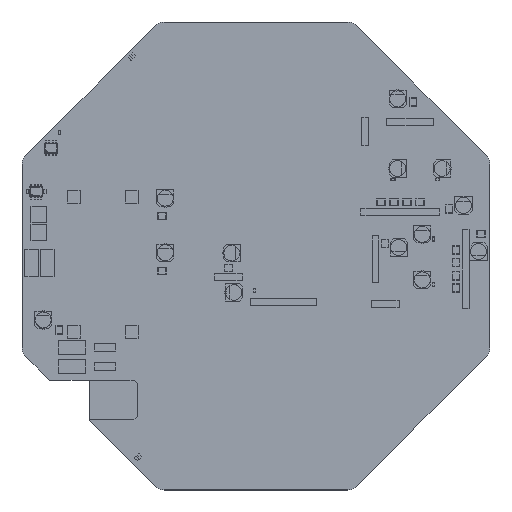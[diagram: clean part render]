
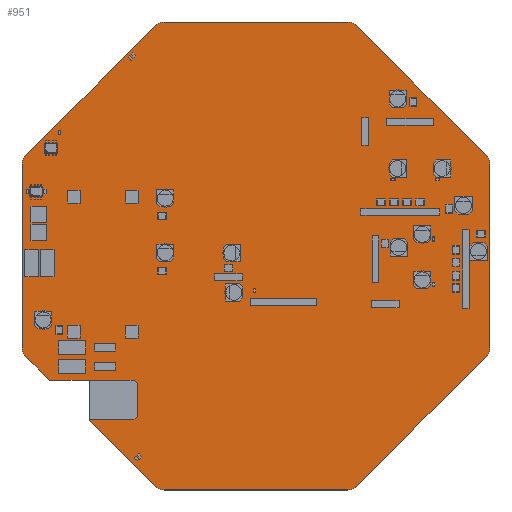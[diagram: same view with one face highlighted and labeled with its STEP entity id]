
A CAD part, top view. The second image highlights one B-rep face of the part: STEP entity #951.
In plain terms, the highlighted planar face has unit normal (0, 0, 1).
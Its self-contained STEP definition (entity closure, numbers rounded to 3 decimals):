
#292 = VERTEX_POINT('',#293);
#293 = CARTESIAN_POINT('',(1.867,-93.289,0.411));
#299 = EDGE_CURVE('',#292,#300,#302,.T.);
#300 = VERTEX_POINT('',#301);
#301 = CARTESIAN_POINT('',(17.242,-93.289,0.411));
#302 = LINE('',#303,#304);
#303 = CARTESIAN_POINT('',(1.867,-93.289,0.411));
#304 = VECTOR('',#305,1.);
#305 = DIRECTION('',(1.,0.,0.));
#330 = EDGE_CURVE('',#300,#331,#333,.T.);
#331 = VERTEX_POINT('',#332);
#332 = CARTESIAN_POINT('',(17.567,-93.614,0.411));
#333 = CIRCLE('',#334,0.324);
#334 = AXIS2_PLACEMENT_3D('',#335,#336,#337);
#335 = CARTESIAN_POINT('',(17.243,-93.613,0.411));
#336 = DIRECTION('',(0.,0.,-1.));
#337 = DIRECTION('',(-0.002,1.,0.));
#363 = EDGE_CURVE('',#331,#364,#366,.T.);
#364 = VERTEX_POINT('',#365);
#365 = CARTESIAN_POINT('',(17.567,-108.995,0.411));
#366 = LINE('',#367,#368);
#367 = CARTESIAN_POINT('',(17.567,-93.614,0.411));
#368 = VECTOR('',#369,1.);
#369 = DIRECTION('',(0.,-1.,0.));
#394 = EDGE_CURVE('',#364,#395,#397,.T.);
#395 = VERTEX_POINT('',#396);
#396 = CARTESIAN_POINT('',(43.676,-135.104,0.411));
#397 = LINE('',#398,#399);
#398 = CARTESIAN_POINT('',(17.567,-108.995,0.411));
#399 = VECTOR('',#400,1.);
#400 = DIRECTION('',(0.707,-0.707,0.));
#425 = EDGE_CURVE('',#395,#426,#428,.T.);
#426 = VERTEX_POINT('',#427);
#427 = CARTESIAN_POINT('',(47.212,-136.569,0.411));
#428 = CIRCLE('',#429,5.006);
#429 = AXIS2_PLACEMENT_3D('',#430,#431,#432);
#430 = CARTESIAN_POINT('',(47.215,-131.563,0.411));
#431 = DIRECTION('',(0.,0.,1.));
#432 = DIRECTION('',(-0.707,-0.707,0.));
#458 = EDGE_CURVE('',#426,#459,#461,.T.);
#459 = VERTEX_POINT('',#460);
#460 = CARTESIAN_POINT('',(119.607,-136.569,0.411));
#461 = LINE('',#462,#463);
#462 = CARTESIAN_POINT('',(47.212,-136.569,0.411));
#463 = VECTOR('',#464,1.);
#464 = DIRECTION('',(1.,0.,0.));
#489 = EDGE_CURVE('',#459,#490,#492,.T.);
#490 = VERTEX_POINT('',#491);
#491 = CARTESIAN_POINT('',(123.142,-135.104,0.411));
#492 = CIRCLE('',#493,5.001);
#493 = AXIS2_PLACEMENT_3D('',#494,#495,#496);
#494 = CARTESIAN_POINT('',(119.605,-131.568,0.411));
#495 = DIRECTION('',(0.,0.,1.));
#496 = DIRECTION('',(0.,-1.,0.));
#522 = EDGE_CURVE('',#490,#523,#525,.T.);
#523 = VERTEX_POINT('',#524);
#524 = CARTESIAN_POINT('',(174.333,-83.914,0.411));
#525 = LINE('',#526,#527);
#526 = CARTESIAN_POINT('',(123.142,-135.104,0.411));
#527 = VECTOR('',#528,1.);
#528 = DIRECTION('',(0.707,0.707,0.));
#553 = EDGE_CURVE('',#523,#554,#556,.T.);
#554 = VERTEX_POINT('',#555);
#555 = CARTESIAN_POINT('',(175.797,-80.378,0.411));
#556 = CIRCLE('',#557,4.999);
#557 = AXIS2_PLACEMENT_3D('',#558,#559,#560);
#558 = CARTESIAN_POINT('',(170.798,-80.379,0.411));
#559 = DIRECTION('',(0.,0.,1.));
#560 = DIRECTION('',(0.707,-0.707,0.));
#586 = EDGE_CURVE('',#554,#587,#589,.T.);
#587 = VERTEX_POINT('',#588);
#588 = CARTESIAN_POINT('',(175.797,-7.983,0.411));
#589 = LINE('',#590,#591);
#590 = CARTESIAN_POINT('',(175.797,-80.378,0.411));
#591 = VECTOR('',#592,1.);
#592 = DIRECTION('',(0.,1.,0.));
#617 = EDGE_CURVE('',#587,#618,#620,.T.);
#618 = VERTEX_POINT('',#619);
#619 = CARTESIAN_POINT('',(174.333,-4.448,0.411));
#620 = CIRCLE('',#621,4.995);
#621 = AXIS2_PLACEMENT_3D('',#622,#623,#624);
#622 = CARTESIAN_POINT('',(170.802,-7.981,0.411));
#623 = DIRECTION('',(0.,0.,1.));
#624 = DIRECTION('',(1.,0.,0.));
#650 = EDGE_CURVE('',#618,#651,#653,.T.);
#651 = VERTEX_POINT('',#652);
#652 = CARTESIAN_POINT('',(123.142,46.743,0.411));
#653 = LINE('',#654,#655);
#654 = CARTESIAN_POINT('',(174.333,-4.448,0.411));
#655 = VECTOR('',#656,1.);
#656 = DIRECTION('',(-0.707,0.707,0.));
#681 = EDGE_CURVE('',#651,#682,#684,.T.);
#682 = VERTEX_POINT('',#683);
#683 = CARTESIAN_POINT('',(119.607,48.207,0.411));
#684 = CIRCLE('',#685,4.995);
#685 = AXIS2_PLACEMENT_3D('',#686,#687,#688);
#686 = CARTESIAN_POINT('',(119.609,43.212,0.411));
#687 = DIRECTION('',(0.,0.,1.));
#688 = DIRECTION('',(0.707,0.707,0.));
#714 = EDGE_CURVE('',#682,#715,#717,.T.);
#715 = VERTEX_POINT('',#716);
#716 = CARTESIAN_POINT('',(47.212,48.207,0.411));
#717 = LINE('',#718,#719);
#718 = CARTESIAN_POINT('',(119.607,48.207,0.411));
#719 = VECTOR('',#720,1.);
#720 = DIRECTION('',(-1.,0.,0.));
#745 = EDGE_CURVE('',#715,#746,#748,.T.);
#746 = VERTEX_POINT('',#747);
#747 = CARTESIAN_POINT('',(43.676,46.743,0.411));
#748 = CIRCLE('',#749,5.);
#749 = AXIS2_PLACEMENT_3D('',#750,#751,#752);
#750 = CARTESIAN_POINT('',(47.211,43.207,0.411));
#751 = DIRECTION('',(0.,0.,1.));
#752 = DIRECTION('',(0.,1.,0.));
#778 = EDGE_CURVE('',#746,#779,#781,.T.);
#779 = VERTEX_POINT('',#780);
#780 = CARTESIAN_POINT('',(-7.514,-4.448,0.411));
#781 = LINE('',#782,#783);
#782 = CARTESIAN_POINT('',(43.676,46.743,0.411));
#783 = VECTOR('',#784,1.);
#784 = DIRECTION('',(-0.707,-0.707,0.));
#809 = EDGE_CURVE('',#779,#810,#812,.T.);
#810 = VERTEX_POINT('',#811);
#811 = CARTESIAN_POINT('',(-8.979,-7.983,0.411));
#812 = CIRCLE('',#813,5.001);
#813 = AXIS2_PLACEMENT_3D('',#814,#815,#816);
#814 = CARTESIAN_POINT('',(-3.978,-7.985,0.411));
#815 = DIRECTION('',(0.,0.,1.));
#816 = DIRECTION('',(-0.707,0.707,0.));
#842 = EDGE_CURVE('',#810,#843,#845,.T.);
#843 = VERTEX_POINT('',#844);
#844 = CARTESIAN_POINT('',(-8.979,-80.378,0.411));
#845 = LINE('',#846,#847);
#846 = CARTESIAN_POINT('',(-8.979,-7.983,0.411));
#847 = VECTOR('',#848,1.);
#848 = DIRECTION('',(0.,-1.,0.));
#873 = EDGE_CURVE('',#843,#874,#876,.T.);
#874 = VERTEX_POINT('',#875);
#875 = CARTESIAN_POINT('',(-7.514,-83.914,0.411));
#876 = CIRCLE('',#877,5.006);
#877 = AXIS2_PLACEMENT_3D('',#878,#879,#880);
#878 = CARTESIAN_POINT('',(-3.973,-80.375,0.411));
#879 = DIRECTION('',(0.,0.,1.));
#880 = DIRECTION('',(-1.,-0.001,0.));
#906 = EDGE_CURVE('',#874,#292,#907,.T.);
#907 = LINE('',#908,#909);
#908 = CARTESIAN_POINT('',(-7.514,-83.914,0.411));
#909 = VECTOR('',#910,1.);
#910 = DIRECTION('',(0.707,-0.707,0.));
#951 = ADVANCED_FACE('',(#952),#974,.T.);
#952 = FACE_BOUND('',#953,.T.);
#953 = EDGE_LOOP('',(#954,#955,#956,#957,#958,#959,#960,#961,#962,#963,
    #964,#965,#966,#967,#968,#969,#970,#971,#972,#973));
#954 = ORIENTED_EDGE('',*,*,#299,.T.);
#955 = ORIENTED_EDGE('',*,*,#330,.T.);
#956 = ORIENTED_EDGE('',*,*,#363,.T.);
#957 = ORIENTED_EDGE('',*,*,#394,.T.);
#958 = ORIENTED_EDGE('',*,*,#425,.T.);
#959 = ORIENTED_EDGE('',*,*,#458,.T.);
#960 = ORIENTED_EDGE('',*,*,#489,.T.);
#961 = ORIENTED_EDGE('',*,*,#522,.T.);
#962 = ORIENTED_EDGE('',*,*,#553,.T.);
#963 = ORIENTED_EDGE('',*,*,#586,.T.);
#964 = ORIENTED_EDGE('',*,*,#617,.T.);
#965 = ORIENTED_EDGE('',*,*,#650,.T.);
#966 = ORIENTED_EDGE('',*,*,#681,.T.);
#967 = ORIENTED_EDGE('',*,*,#714,.T.);
#968 = ORIENTED_EDGE('',*,*,#745,.T.);
#969 = ORIENTED_EDGE('',*,*,#778,.T.);
#970 = ORIENTED_EDGE('',*,*,#809,.T.);
#971 = ORIENTED_EDGE('',*,*,#842,.T.);
#972 = ORIENTED_EDGE('',*,*,#873,.T.);
#973 = ORIENTED_EDGE('',*,*,#906,.T.);
#974 = PLANE('',#975);
#975 = AXIS2_PLACEMENT_3D('',#976,#977,#978);
#976 = CARTESIAN_POINT('',(1.867,-93.289,0.411));
#977 = DIRECTION('',(0.,0.,1.));
#978 = DIRECTION('',(1.,0.,0.));
